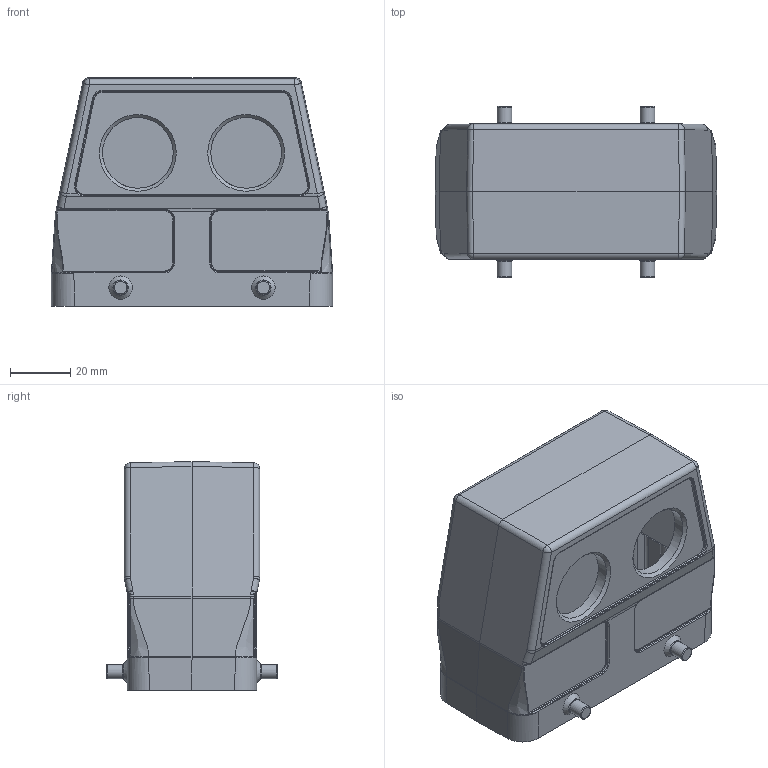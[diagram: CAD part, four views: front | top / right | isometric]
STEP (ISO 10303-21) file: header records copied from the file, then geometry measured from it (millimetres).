
FILE_DESCRIPTION(/* description */ (''),/* implementation_level */ '2;1');
FILE_NAME(/* name */ 'H16B-TEH-4B-2M25.stp',/* time_stamp */ '2023-05-20T09:12:05+08:00',/* author */ (''),/* organization */ (''),/* preprocessor_version */ 'ST-DEVELOPER v16',/* originating_system */ 'SIEMENS PLM Software NX 10.0',/* authorisation */ '');
FILE_SCHEMA (('AUTOMOTIVE_DESIGN { 1 0 10303 214 3 1 1 1 }'));
Length unit declared in the file: millimetre
Products named in the file (1): Admi1CD47FF0fnpn
Bounding box: 93.5 x 57 x 76 mm (x, y, z)
Volume: 85698.6 mm3; surface area: 41119.6 mm2
Topology: 1 solids, 1 shells, 399 faces, 958 edges, 552 vertices
Faces by surface type: bspline 143, cylinder 143, plane 83, cone 12, torus 12, sphere 6
Full cylindrical faces by diameter (mm): 4.8 x4, 23.5 x2
Entity records: 15582 total; most frequent: CARTESIAN_POINT 7705, ORIENTED_EDGE 1806, DIRECTION 1396, EDGE_CURVE 903, AXIS2_PLACEMENT_3D 542, VERTEX_POINT 540, EDGE_LOOP 435, ADVANCED_FACE 398
